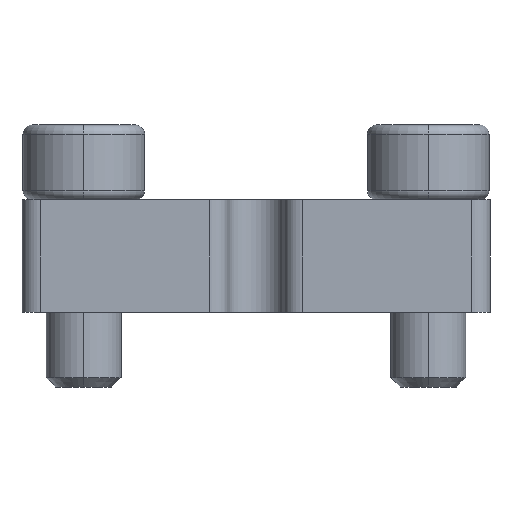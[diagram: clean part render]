
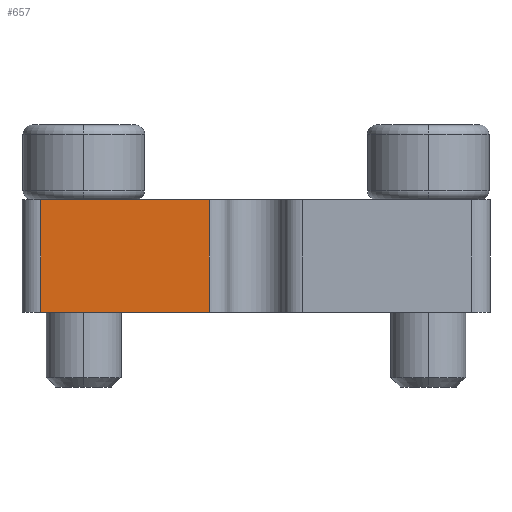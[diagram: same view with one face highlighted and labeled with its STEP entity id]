
A CAD part, front view. The second image highlights one B-rep face of the part: STEP entity #657.
In plain terms, the highlighted planar face has unit normal (0, -1, 0).
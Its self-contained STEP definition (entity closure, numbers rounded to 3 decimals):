
#56 = ORIENTED_EDGE ( 'NONE', *, *, #2594, .F. ) ;
#111 = LINE ( 'NONE', #421, #1515 ) ;
#179 = PLANE ( 'NONE',  #212 ) ;
#197 = CARTESIAN_POINT ( 'NONE',  ( 20., 0., 0. ) ) ;
#212 = AXIS2_PLACEMENT_3D ( 'NONE', #1720, #2369, #834 ) ;
#421 = CARTESIAN_POINT ( 'NONE',  ( 2., 0., 12. ) ) ;
#494 = VERTEX_POINT ( 'NONE', #708 ) ;
#611 = CARTESIAN_POINT ( 'NONE',  ( 50., 0., 0. ) ) ;
#657 = ADVANCED_FACE ( 'NONE', ( #1198 ), #179, .F. ) ;
#708 = CARTESIAN_POINT ( 'NONE',  ( 2., 0., 0. ) ) ;
#722 = EDGE_CURVE ( 'NONE', #2623, #494, #111, .T. ) ;
#834 = DIRECTION ( 'NONE',  ( -1., 0., 0. ) ) ;
#1029 = LINE ( 'NONE', #1644, #1427 ) ;
#1106 = EDGE_CURVE ( 'NONE', #494, #2531, #1287, .T. ) ;
#1198 = FACE_OUTER_BOUND ( 'NONE', #1400, .T. ) ;
#1202 = DIRECTION ( 'NONE',  ( 0., 0., 1. ) ) ;
#1287 = LINE ( 'NONE', #611, #1502 ) ;
#1322 = DIRECTION ( 'NONE',  ( 1., 0., 0. ) ) ;
#1400 = EDGE_LOOP ( 'NONE', ( #2498, #1812, #56, #2288 ) ) ;
#1427 = VECTOR ( 'NONE', #1202, 1000. ) ;
#1502 = VECTOR ( 'NONE', #1956, 1000. ) ;
#1515 = VECTOR ( 'NONE', #1995, 1000. ) ;
#1588 = CARTESIAN_POINT ( 'NONE',  ( 2., 0., 12. ) ) ;
#1644 = CARTESIAN_POINT ( 'NONE',  ( 20., 0., 12. ) ) ;
#1720 = CARTESIAN_POINT ( 'NONE',  ( 50., 0., 12. ) ) ;
#1803 = LINE ( 'NONE', #1805, #2251 ) ;
#1805 = CARTESIAN_POINT ( 'NONE',  ( 50., 0., 12. ) ) ;
#1812 = ORIENTED_EDGE ( 'NONE', *, *, #2309, .T. ) ;
#1956 = DIRECTION ( 'NONE',  ( 1., 0., 0. ) ) ;
#1995 = DIRECTION ( 'NONE',  ( 0., 0., -1. ) ) ;
#2089 = VERTEX_POINT ( 'NONE', #2681 ) ;
#2251 = VECTOR ( 'NONE', #1322, 1000. ) ;
#2288 = ORIENTED_EDGE ( 'NONE', *, *, #722, .T. ) ;
#2309 = EDGE_CURVE ( 'NONE', #2531, #2089, #1029, .T. ) ;
#2369 = DIRECTION ( 'NONE',  ( 0., 1., 0. ) ) ;
#2498 = ORIENTED_EDGE ( 'NONE', *, *, #1106, .T. ) ;
#2531 = VERTEX_POINT ( 'NONE', #197 ) ;
#2594 = EDGE_CURVE ( 'NONE', #2623, #2089, #1803, .T. ) ;
#2623 = VERTEX_POINT ( 'NONE', #1588 ) ;
#2681 = CARTESIAN_POINT ( 'NONE',  ( 20., 0., 12. ) ) ;
